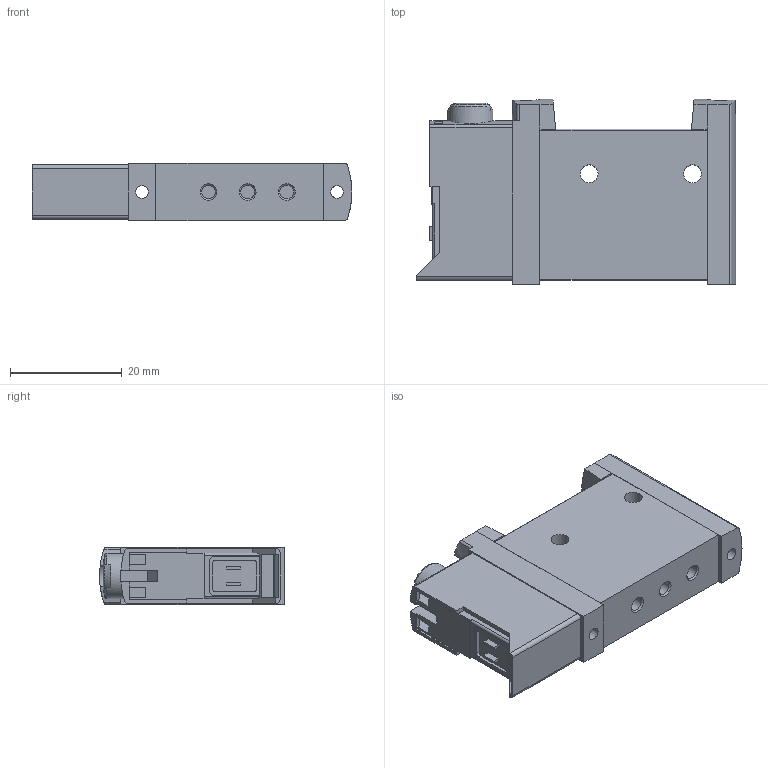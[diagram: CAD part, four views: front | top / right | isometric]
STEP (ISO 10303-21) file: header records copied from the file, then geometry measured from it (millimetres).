
FILE_DESCRIPTION(/* description */ ('STEP AP214'),/* implementation_level */ '2;1');
FILE_NAME(/* name */ '566443_VUVG-L10A-M52-RZT-M3-1P3',/* time_stamp */ '2024-09-17T13:50:42+02:00',/* author */ ('License CC BY-ND 4.0'),/* organization */ ('CADENAS'),/* preprocessor_version */ 'ST-DEVELOPER v19.3',/* originating_system */ 'PARTsolutions',/* authorisation */ ' ');
FILE_SCHEMA (('AUTOMOTIVE_DESIGN {1 0 10303 214 3 1 1}'));
Length unit declared in the file: millimetre
Products named in the file (2): 566443 VUVG-L10A-M52-RZT-M3-1P3; 564212 VUVG-L-10A-M52-RZT-M3--1P3--------(G)
Assembly tree (1 placements, depth 2):
  566443 VUVG-L10A-M52-RZT-M3-1P3
    564212 VUVG-L-10A-M52-RZT-M3--1P3--------(G)
Bounding box: 57.21 x 33.1 x 10.25 mm (x, y, z)
Volume: 14854.6 mm3; surface area: 6574.4 mm2
Topology: 1 solids, 1 shells, 226 faces, 609 edges, 401 vertices
Faces by surface type: plane 162, cylinder 47, cone 13, torus 3, sphere 1
Full cylindrical faces by diameter (mm): 1.4 x1, 2.459 x6, 3.2 x2, 3.8 x1, 3.9 x1, 8.1 x1
Entity records: 6976 total; most frequent: CARTESIAN_POINT 1278, DIRECTION 1166, ORIENTED_EDGE 1148, EDGE_CURVE 574, LINE 400, VECTOR 400, VERTEX_POINT 392, AXIS2_PLACEMENT_3D 383
